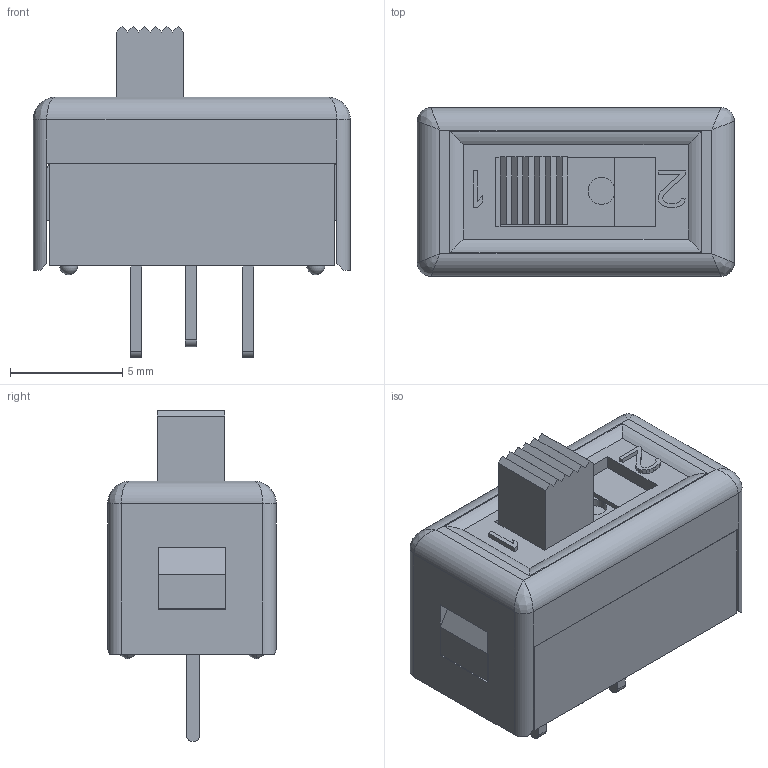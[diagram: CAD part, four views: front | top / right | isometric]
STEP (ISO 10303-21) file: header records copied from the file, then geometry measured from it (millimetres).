
FILE_DESCRIPTION(('STEP AP242'),'1');
FILE_NAME('25136nah.stp','2022-11-23T04:00:00',('TraceParts'),('TraceParts S.A.'),'Spatial InterOp 3D',' ',' ');
FILE_SCHEMA(('AP242_MANAGED_MODEL_BASED_3D_ENGINEERING_MIM_LF {1 0 10303 442 1 1 4}'));
Length unit declared in the file: millimetre
Products named in the file (1): 25136nah_1
Bounding box: 14.12 x 7.5 x 14.73 mm (x, y, z)
Volume: 555.3 mm3; surface area: 1524.8 mm2
Topology: 7 solids, 7 shells, 386 faces, 1035 edges, 661 vertices
Faces by surface type: plane 320, cylinder 39, sphere 10, cone 8, extrusion 5, bspline 4
Entity records: 12065 total; most frequent: CARTESIAN_POINT 2446, ORIENTED_EDGE 2034, DIRECTION 1858, EDGE_CURVE 1017, VECTOR 894, LINE 889, VERTEX_POINT 661, AXIS2_PLACEMENT_3D 482
